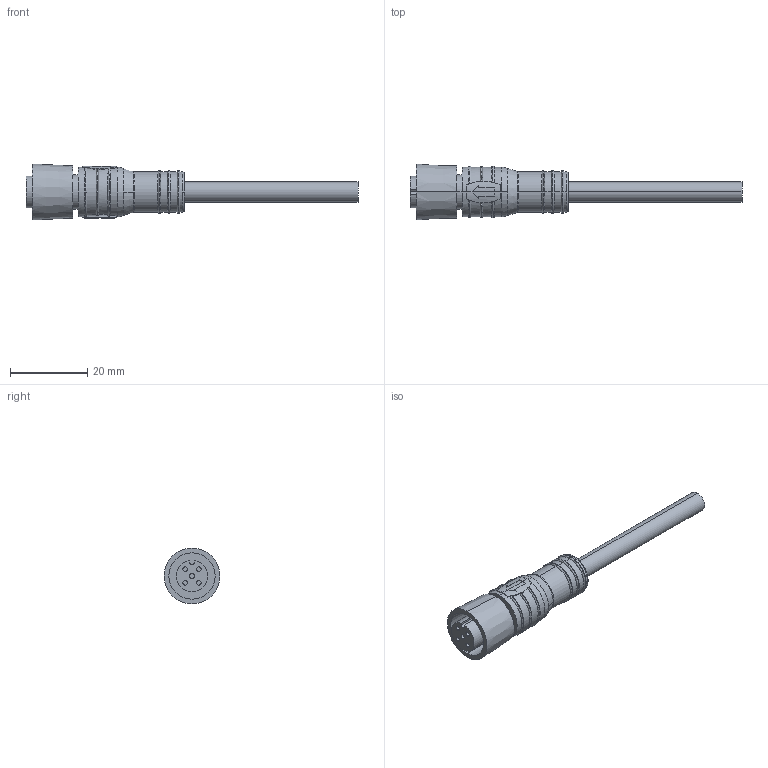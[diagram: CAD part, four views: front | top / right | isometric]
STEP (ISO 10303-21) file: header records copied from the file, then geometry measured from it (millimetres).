
FILE_DESCRIPTION (( 'STEP AP203' ), '1' );
FILE_NAME ('P100.STEP', '2020-05-06T03:25:08', ( 'edpusr' ), ( 'Microsoft' ), 'SwSTEP 2.0', 'SolidWorks 2015', '' );
FILE_SCHEMA (( 'CONFIG_CONTROL_DESIGN' ));
Length unit declared in the file: millimetre
Products named in the file (1): P100
Bounding box: 86 x 14.5 x 14.5 mm (x, y, z)
Volume: 5206 mm3; surface area: 3404.6 mm2
Topology: 1 solids, 1 shells, 165 faces, 425 edges, 268 vertices
Faces by surface type: bspline 66, plane 53, cylinder 42, cone 4
Entity records: 8553 total; most frequent: CARTESIAN_POINT 4793, ORIENTED_EDGE 838, DIRECTION 668, EDGE_CURVE 419, VERTEX_POINT 268, AXIS2_PLACEMENT_3D 250, EDGE_LOOP 177, VECTOR 168
